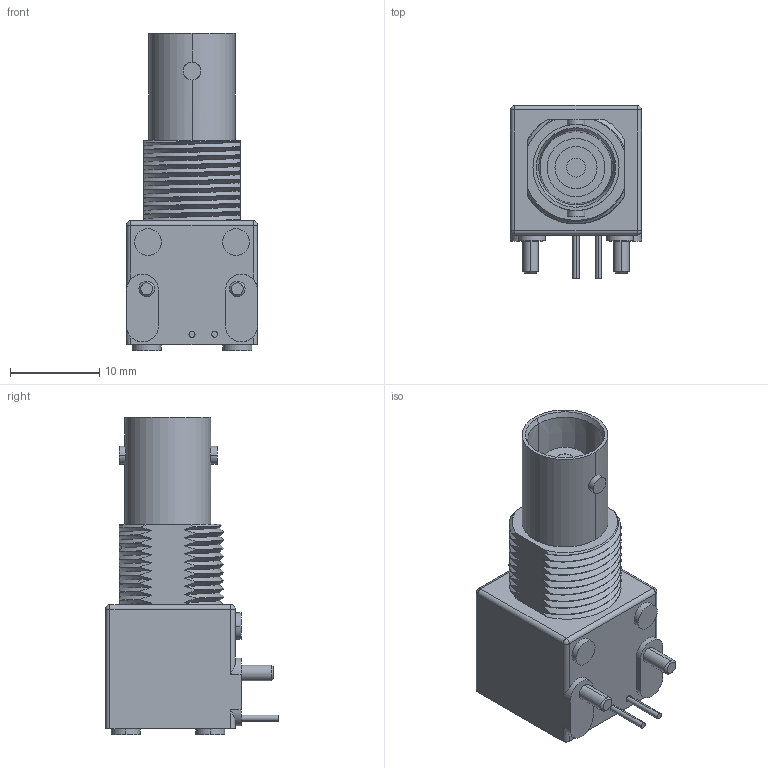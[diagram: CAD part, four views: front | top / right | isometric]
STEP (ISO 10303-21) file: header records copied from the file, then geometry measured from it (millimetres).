
FILE_DESCRIPTION((''),'2;1');
FILE_NAME('C-1-1337494-0','2013-02-20T',('workeradm'),('Tyco Electronics Ltd.'),'PRO/ENGINEER BY PARAMETRIC TECHNOLOGY CORPORATION, 2010430','PRO/ENGINEER BY PARAMETRIC TECHNOLOGY CORPORATION, 2010430','');
FILE_SCHEMA(('AUTOMOTIVE_DESIGN { 1 0 10303 214 1 1 1 1 }'));
Length unit declared in the file: millimetre
Products named in the file (1): C-1-1337494-0
Bounding box: 14.7 x 19.4 x 35.57 mm (x, y, z)
Volume: 4534 mm3; surface area: 2457.4 mm2
Topology: 1 solids, 1 shells, 193 faces, 499 edges, 326 vertices
Faces by surface type: cylinder 79, bspline 67, plane 33, cone 10, sphere 4
Entity records: 21270 total; most frequent: CARTESIAN_POINT 16784, ORIENTED_EDGE 998, DIRECTION 613, EDGE_CURVE 499, VERTEX_POINT 326, B_SPLINE_CURVE_WITH_KNOTS 243, AXIS2_PLACEMENT_3D 231, EDGE_LOOP 211
